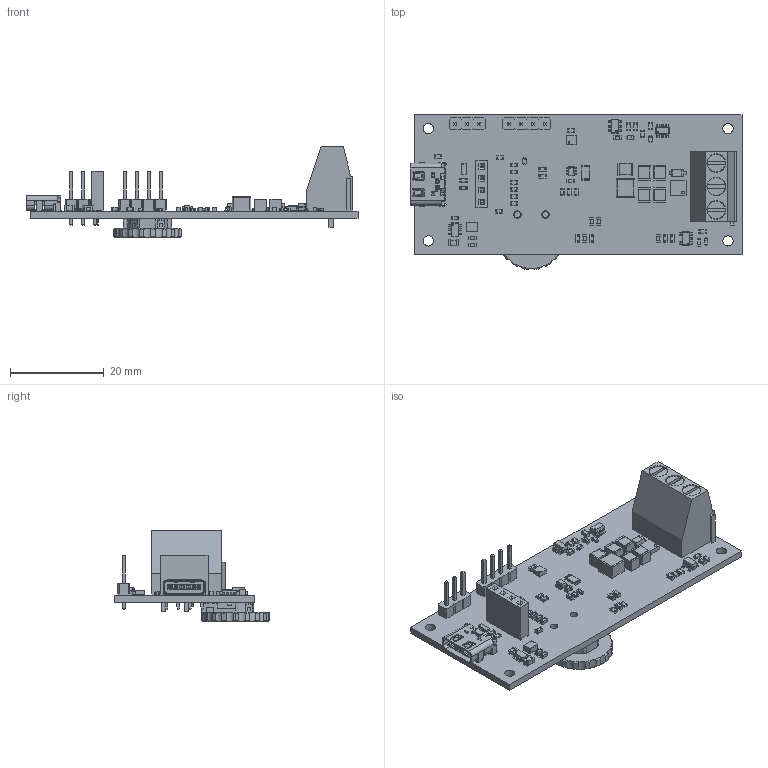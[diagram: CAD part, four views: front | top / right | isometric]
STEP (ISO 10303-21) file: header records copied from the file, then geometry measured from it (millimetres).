
FILE_DESCRIPTION(('KiCad electronic assembly'),'2;1');
FILE_NAME('usbc_soldering_iron.step','2026-03-20T23:43:57',('Pcbnew'),( 'Kicad'),'Open CASCADE STEP processor 7.9','KiCad to STEP converter' ,'Unknown');
FILE_SCHEMA(('AUTOMOTIVE_DESIGN { 1 0 10303 214 1 1 1 1 }'));
Length unit declared in the file: millimetre
Products named in the file (25): usbc_soldering_iron 1; C_0603_1608Metric; PinHeader_1x03_P2.54mm_Vertical; C_1210_3225Metric; L_0603_1608Metric; USON-10_2.5x1.0mm_P0.5mm; VSON-8_3.3x3.3mm_P0.65mm_NexFET; D_SOD-523; R_0603_1608Metric; L_Changjiang_FTC252012S; SOT-23-5; USB-C-SMD_U263-163N-4GS1735; SOT-23-6; D_SOD-123F; SOT-363_SC-70-6; LGA-12_2x2mm_P0.5mm; PinHeader_1x04_P2.54mm_Vertical; L_Changjiang_FNR4030S; TSOT-23-6; C_0805_2012Metric; TerminalBlock_Phoenix_MKDS-1,5-3_1x03_P5.00mm_Horizontal; R_1206_3216Metric; PinSocket_1x04_P2.54mm_Vertical; SIQ-02FVS3; usbc_soldering_iron_PCB
Assembly tree (67 placements, depth 2):
  usbc_soldering_iron 1
    C_0603_1608Metric  x20
    PinHeader_1x03_P2.54mm_Vertical
    C_1210_3225Metric  x5
    L_0603_1608Metric
    USON-10_2.5x1.0mm_P0.5mm
    VSON-8_3.3x3.3mm_P0.65mm_NexFET
    D_SOD-523  x4
    R_0603_1608Metric  x17
    L_Changjiang_FTC252012S
    SOT-23-5
    USB-C-SMD_U263-163N-4GS1735
    SOT-23-6  x2
    D_SOD-123F
    SOT-363_SC-70-6
    LGA-12_2x2mm_P0.5mm
    PinHeader_1x04_P2.54mm_Vertical
    L_Changjiang_FNR4030S
    TSOT-23-6
    C_0805_2012Metric
    TerminalBlock_Phoenix_MKDS-1,5-3_1x03_P5.00mm_Horizontal
    R_1206_3216Metric
    PinSocket_1x04_P2.54mm_Vertical
    SIQ-02FVS3
    usbc_soldering_iron_PCB
Bounding box: 70.93 x 33.1 x 19.48 mm (x, y, z)
Volume: 5806 mm3; surface area: 9217.4 mm2
Topology: 96 solids, 96 shells, 3758 faces, 13988 edges, 23214 vertices
Faces by surface type: plane 2627, cylinder 811, bspline 256, cone 50, torus 10, sphere 4
Full cylindrical faces by diameter (mm): 0.2 x1, 0.35 x1, 0.6 x1, 1 x11, 1.3 x3, 1.6 x2, 2.2 x4, 3.8 x3, 4 x3
Entity records: 135912 total; most frequent: CARTESIAN_POINT 38898, DIRECTION 15706, ORIENTED_EDGE 13001, LINE 8504, VECTOR 8504, EDGE_CURVE 6501, GEOMETRIC_CURVE_SET 4233, TRIMMED_CURVE 4232
